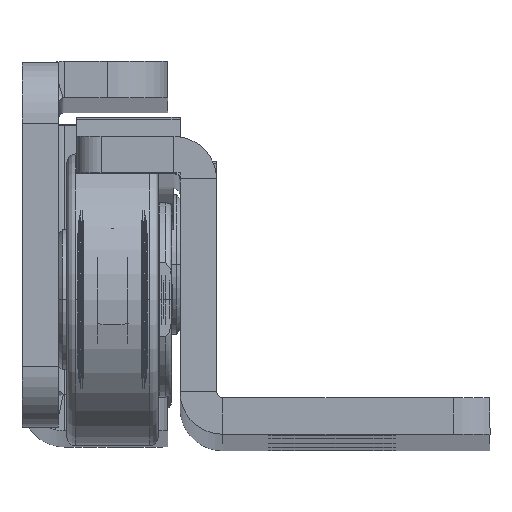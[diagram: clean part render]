
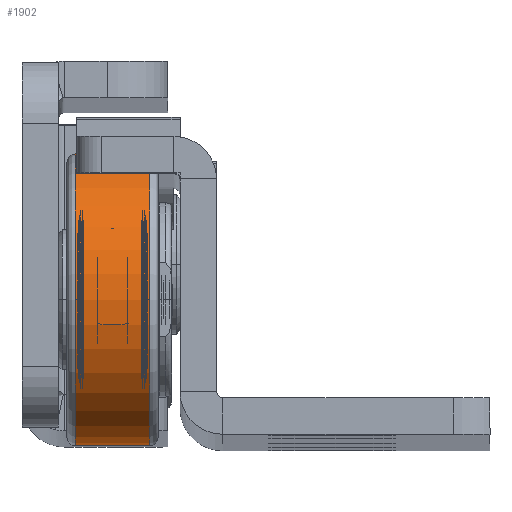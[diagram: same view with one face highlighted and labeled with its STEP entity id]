
A CAD part, top view. The second image highlights one B-rep face of the part: STEP entity #1902.
In plain terms, the highlighted cylindrical face has radius 12 mm (diameter 24 mm), a partial arc.
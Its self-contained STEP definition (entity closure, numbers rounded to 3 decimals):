
#84 = FACE_OUTER_BOUND ( 'NONE', #7750, .T. ) ;
#114 = DIRECTION ( 'NONE',  ( 0., 1., 0. ) ) ;
#1128 = VERTEX_POINT ( 'NONE', #7025 ) ;
#1461 = DIRECTION ( 'NONE',  ( -1., 0., 0. ) ) ;
#1706 = ORIENTED_EDGE ( 'NONE', *, *, #8421, .T. ) ;
#1902 = ADVANCED_FACE ( 'NONE', ( #84 ), #12066, .T. ) ;
#2010 = ORIENTED_EDGE ( 'NONE', *, *, #3937, .T. ) ;
#2532 = DIRECTION ( 'NONE',  ( 0., -1., 0. ) ) ;
#2733 = CARTESIAN_POINT ( 'NONE',  ( 3.05, 12., 0. ) ) ;
#3442 = AXIS2_PLACEMENT_3D ( 'NONE', #8810, #13661, #114 ) ;
#3937 = EDGE_CURVE ( 'NONE', #1128, #15187, #12712, .T. ) ;
#4195 = CARTESIAN_POINT ( 'NONE',  ( -3.75, 12., 0. ) ) ;
#4279 = DIRECTION ( 'NONE',  ( -1., 0., 0. ) ) ;
#4671 = CIRCLE ( 'NONE', #13960, 12. ) ;
#5504 = VECTOR ( 'NONE', #4279, 1000. ) ;
#5863 = AXIS2_PLACEMENT_3D ( 'NONE', #7432, #10947, #2532 ) ;
#6194 = CARTESIAN_POINT ( 'NONE',  ( -3.05, -12., 0. ) ) ;
#6740 = ORIENTED_EDGE ( 'NONE', *, *, #13446, .F. ) ;
#7025 = CARTESIAN_POINT ( 'NONE',  ( 3.05, -12., 0. ) ) ;
#7432 = CARTESIAN_POINT ( 'NONE',  ( -3.75, 0., 0. ) ) ;
#7750 = EDGE_LOOP ( 'NONE', ( #6740, #1706, #2010, #9556 ) ) ;
#8421 = EDGE_CURVE ( 'NONE', #15108, #1128, #4671, .T. ) ;
#8728 = DIRECTION ( 'NONE',  ( 0., -1., 0. ) ) ;
#8810 = CARTESIAN_POINT ( 'NONE',  ( -3.05, 0., 0. ) ) ;
#8938 = LINE ( 'NONE', #4195, #5504 ) ;
#9070 = VECTOR ( 'NONE', #11380, 1000. ) ;
#9556 = ORIENTED_EDGE ( 'NONE', *, *, #10880, .T. ) ;
#10212 = CIRCLE ( 'NONE', #3442, 12. ) ;
#10808 = CARTESIAN_POINT ( 'NONE',  ( -3.05, 12., 0. ) ) ;
#10880 = EDGE_CURVE ( 'NONE', #15187, #12599, #10212, .T. ) ;
#10947 = DIRECTION ( 'NONE',  ( -1., 0., 0. ) ) ;
#11380 = DIRECTION ( 'NONE',  ( -1., 0., 0. ) ) ;
#12066 = CYLINDRICAL_SURFACE ( 'NONE', #5863, 12. ) ;
#12599 = VERTEX_POINT ( 'NONE', #10808 ) ;
#12712 = LINE ( 'NONE', #13813, #9070 ) ;
#13446 = EDGE_CURVE ( 'NONE', #15108, #12599, #8938, .T. ) ;
#13661 = DIRECTION ( 'NONE',  ( 1., 0., 0. ) ) ;
#13813 = CARTESIAN_POINT ( 'NONE',  ( -3.75, -12., 0. ) ) ;
#13960 = AXIS2_PLACEMENT_3D ( 'NONE', #14895, #1461, #8728 ) ;
#14895 = CARTESIAN_POINT ( 'NONE',  ( 3.05, 0., 0. ) ) ;
#15108 = VERTEX_POINT ( 'NONE', #2733 ) ;
#15187 = VERTEX_POINT ( 'NONE', #6194 ) ;
